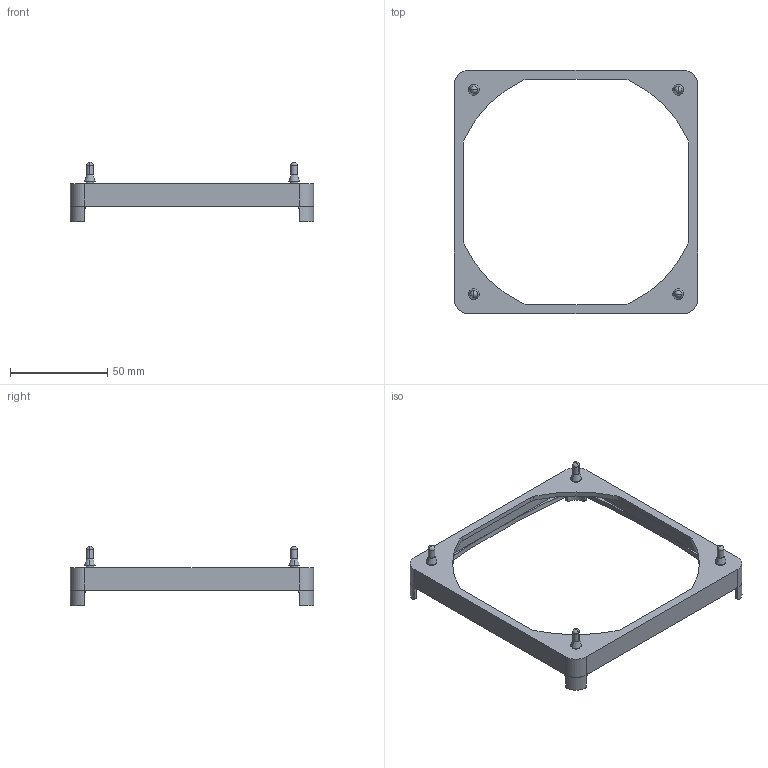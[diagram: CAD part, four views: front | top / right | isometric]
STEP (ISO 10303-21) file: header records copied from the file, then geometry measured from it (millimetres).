
FILE_DESCRIPTION((''),'2;1');
FILE_NAME('SLM-119-60-10.stp','2005-12-08T00:24:59',(''),(''),'Mechanical Desktop.R8.0.24.0','Mechanical Desktop.R8.0.24.0',', , ');
FILE_SCHEMA(('CONFIG_CONTROL_DESIGN'));
Length unit declared in the file: millimetre
Products named in the file (2): SLM-119-60-10 OVA; SLM-119-60-10 OV
Assembly tree (1 placements, depth 2):
  SLM-119-60-10 OVA
    SLM-119-60-10 OV
Bounding box: 125 x 125 x 30.5 mm (x, y, z)
Volume: 24625.1 mm3; surface area: 20595.6 mm2
Topology: 1 solids, 1 shells, 1298 faces, 3639 edges, 2393 vertices
Faces by surface type: bspline 870, plane 281, cylinder 111, sphere 24, cone 8, torus 4
Entity records: 48435 total; most frequent: CARTESIAN_POINT 20870, ORIENTED_EDGE 7230, EDGE_CURVE 3615, DIRECTION 2982, VERTEX_POINT 2393, B_SPLINE_CURVE_WITH_KNOTS 1756, VECTOR 1596, LINE 1596
